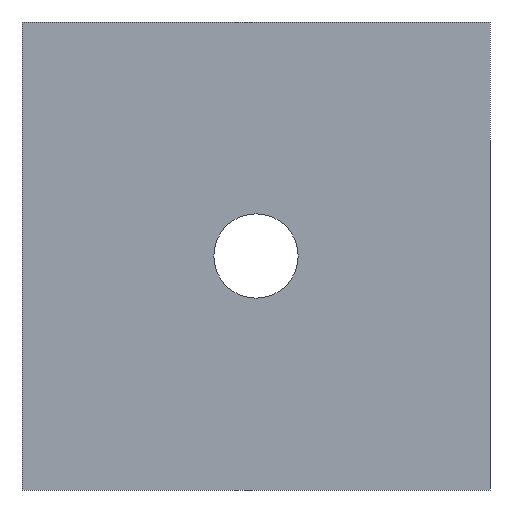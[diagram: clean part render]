
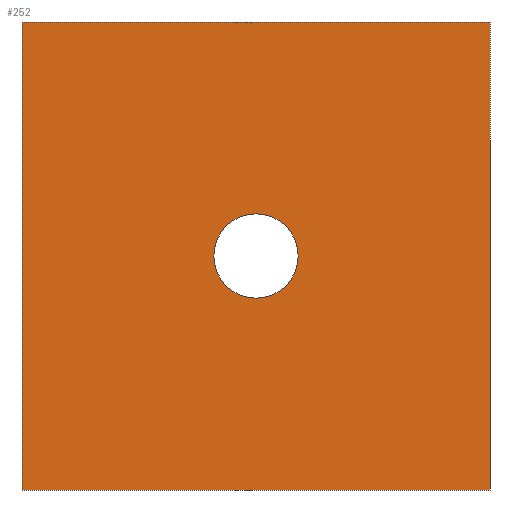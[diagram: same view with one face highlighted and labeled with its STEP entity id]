
A CAD part, front view. The second image highlights one B-rep face of the part: STEP entity #252.
In plain terms, the highlighted planar face has unit normal (0, -1, 0).
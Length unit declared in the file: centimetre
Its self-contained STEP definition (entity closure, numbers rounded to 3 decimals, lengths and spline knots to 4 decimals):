
#8 = CARTESIAN_POINT ( 'NONE',  ( 0., 0., -2. ) ) ;
#9 = ORIENTED_EDGE ( 'NONE', *, *, #131, .T. ) ;
#22 = AXIS2_PLACEMENT_3D ( 'NONE', #102, #382, #146 ) ;
#31 = AXIS2_PLACEMENT_3D ( 'NONE', #45, #223, #318 ) ;
#33 = CARTESIAN_POINT ( 'NONE',  ( 2., 0., -2. ) ) ;
#43 = FACE_BOUND ( 'NONE', #193, .T. ) ;
#45 = CARTESIAN_POINT ( 'NONE',  ( 1., 0., -1. ) ) ;
#54 = VECTOR ( 'NONE', #379, 100. ) ;
#62 = CARTESIAN_POINT ( 'NONE',  ( 2., 0., 0. ) ) ;
#67 = ORIENTED_EDGE ( 'NONE', *, *, #476, .F. ) ;
#93 = FACE_OUTER_BOUND ( 'NONE', #196, .T. ) ;
#102 = CARTESIAN_POINT ( 'NONE',  ( 1., 0., -1. ) ) ;
#131 = EDGE_CURVE ( 'NONE', #257, #320, #212, .T. ) ;
#134 = DIRECTION ( 'NONE',  ( 0., 0., -1. ) ) ;
#144 = CARTESIAN_POINT ( 'NONE',  ( 0., 0., 0. ) ) ;
#146 = DIRECTION ( 'NONE',  ( 0., 0., 1. ) ) ;
#150 = ORIENTED_EDGE ( 'NONE', *, *, #335, .T. ) ;
#158 = CARTESIAN_POINT ( 'NONE',  ( 0., 0., 0. ) ) ;
#190 = VERTEX_POINT ( 'NONE', #33 ) ;
#193 = EDGE_LOOP ( 'NONE', ( #9, #150 ) ) ;
#196 = EDGE_LOOP ( 'NONE', ( #507, #237, #505, #67 ) ) ;
#212 = CIRCLE ( 'NONE', #31, 0.18 ) ;
#222 = CARTESIAN_POINT ( 'NONE',  ( 1., 0., -0.82 ) ) ;
#223 = DIRECTION ( 'NONE',  ( 0., 1., 0. ) ) ;
#237 = ORIENTED_EDGE ( 'NONE', *, *, #518, .F. ) ;
#244 = CARTESIAN_POINT ( 'NONE',  ( 0., 0., 0. ) ) ;
#252 = ADVANCED_FACE ( 'NONE', ( #93, #43 ), #536, .T. ) ;
#257 = VERTEX_POINT ( 'NONE', #222 ) ;
#280 = EDGE_CURVE ( 'NONE', #190, #331, #314, .T. ) ;
#289 = AXIS2_PLACEMENT_3D ( 'NONE', #541, #493, #134 ) ;
#303 = VECTOR ( 'NONE', #573, 100. ) ;
#314 = LINE ( 'NONE', #581, #397 ) ;
#318 = DIRECTION ( 'NONE',  ( 0., 0., 1. ) ) ;
#320 = VERTEX_POINT ( 'NONE', #579 ) ;
#329 = VERTEX_POINT ( 'NONE', #62 ) ;
#331 = VERTEX_POINT ( 'NONE', #8 ) ;
#335 = EDGE_CURVE ( 'NONE', #320, #257, #508, .T. ) ;
#340 = DIRECTION ( 'NONE',  ( 0., 0., -1. ) ) ;
#358 = DIRECTION ( 'NONE',  ( -1., 0., 0. ) ) ;
#377 = LINE ( 'NONE', #144, #54 ) ;
#379 = DIRECTION ( 'NONE',  ( 1., 0., 0. ) ) ;
#382 = DIRECTION ( 'NONE',  ( 0., 1., 0. ) ) ;
#397 = VECTOR ( 'NONE', #358, 100. ) ;
#408 = EDGE_CURVE ( 'NONE', #546, #329, #377, .T. ) ;
#436 = VECTOR ( 'NONE', #340, 100. ) ;
#442 = LINE ( 'NONE', #158, #303 ) ;
#476 = EDGE_CURVE ( 'NONE', #329, #190, #524, .T. ) ;
#478 = CARTESIAN_POINT ( 'NONE',  ( 2., 0., 0. ) ) ;
#493 = DIRECTION ( 'NONE',  ( 0., -1., 0. ) ) ;
#505 = ORIENTED_EDGE ( 'NONE', *, *, #280, .F. ) ;
#507 = ORIENTED_EDGE ( 'NONE', *, *, #408, .F. ) ;
#508 = CIRCLE ( 'NONE', #22, 0.18 ) ;
#518 = EDGE_CURVE ( 'NONE', #331, #546, #442, .T. ) ;
#524 = LINE ( 'NONE', #478, #436 ) ;
#536 = PLANE ( 'NONE',  #289 ) ;
#541 = CARTESIAN_POINT ( 'NONE',  ( 0., 0., 0. ) ) ;
#546 = VERTEX_POINT ( 'NONE', #244 ) ;
#573 = DIRECTION ( 'NONE',  ( 0., 0., 1. ) ) ;
#579 = CARTESIAN_POINT ( 'NONE',  ( 1., 0., -1.18 ) ) ;
#581 = CARTESIAN_POINT ( 'NONE',  ( 0., 0., -2. ) ) ;
